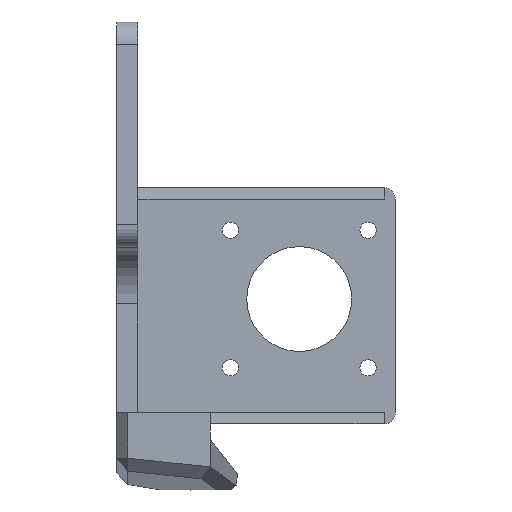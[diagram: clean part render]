
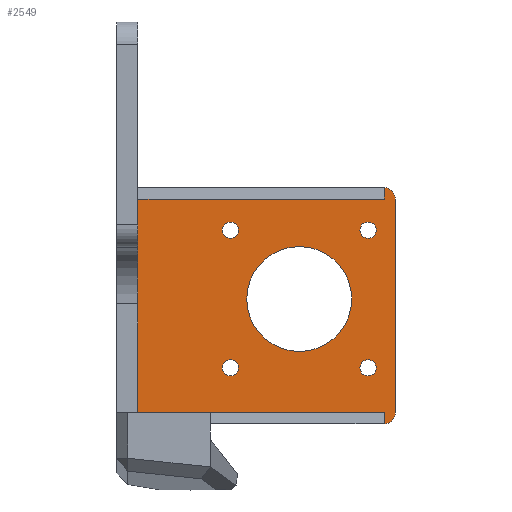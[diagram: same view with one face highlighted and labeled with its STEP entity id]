
A CAD part, left-side view. The second image highlights one B-rep face of the part: STEP entity #2549.
In plain terms, the highlighted planar face has unit normal (-1, 0, 0).
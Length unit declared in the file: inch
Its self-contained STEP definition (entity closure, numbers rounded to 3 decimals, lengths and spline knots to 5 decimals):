
#18=FACE_BOUND('',#340,.T.);
#19=FACE_BOUND('',#341,.T.);
#20=FACE_BOUND('',#342,.T.);
#21=FACE_BOUND('',#343,.T.);
#22=FACE_BOUND('',#344,.T.);
#58=PLANE('',#2700);
#155=CIRCLE('',#2698,0.1);
#156=CIRCLE('',#2701,0.1);
#157=CIRCLE('',#2702,0.072);
#158=CIRCLE('',#2703,0.072);
#159=CIRCLE('',#2704,0.072);
#160=CIRCLE('',#2705,0.072);
#161=CIRCLE('',#2706,0.465);
#209=FACE_OUTER_BOUND('',#339,.T.);
#339=EDGE_LOOP('',(#1811,#1812,#1813,#1814,#1815,#1816,#1817,#1818));
#340=EDGE_LOOP('',(#1819));
#341=EDGE_LOOP('',(#1820));
#342=EDGE_LOOP('',(#1821));
#343=EDGE_LOOP('',(#1822));
#344=EDGE_LOOP('',(#1823));
#553=LINE('',#4638,#841);
#556=LINE('',#4644,#844);
#557=LINE('',#4646,#845);
#558=LINE('',#4648,#846);
#559=LINE('',#4650,#847);
#560=LINE('',#4652,#848);
#841=VECTOR('',#2917,0.3937);
#844=VECTOR('',#2922,0.3937);
#845=VECTOR('',#2923,0.3937);
#846=VECTOR('',#2924,0.3937);
#847=VECTOR('',#2925,0.3937);
#848=VECTOR('',#2926,0.3937);
#1157=VERTEX_POINT('',#4631);
#1158=VERTEX_POINT('',#4633);
#1159=VERTEX_POINT('',#4637);
#1161=VERTEX_POINT('',#4643);
#1162=VERTEX_POINT('',#4645);
#1163=VERTEX_POINT('',#4647);
#1164=VERTEX_POINT('',#4649);
#1165=VERTEX_POINT('',#4651);
#1166=VERTEX_POINT('',#4654);
#1167=VERTEX_POINT('',#4656);
#1168=VERTEX_POINT('',#4658);
#1169=VERTEX_POINT('',#4660);
#1170=VERTEX_POINT('',#4662);
#1418=EDGE_CURVE('',#1157,#1158,#155,.T.);
#1420=EDGE_CURVE('',#1159,#1158,#553,.T.);
#1423=EDGE_CURVE('',#1161,#1157,#556,.T.);
#1424=EDGE_CURVE('',#1161,#1162,#557,.T.);
#1425=EDGE_CURVE('',#1163,#1162,#558,.T.);
#1426=EDGE_CURVE('',#1164,#1163,#559,.T.);
#1427=EDGE_CURVE('',#1165,#1164,#560,.T.);
#1428=EDGE_CURVE('',#1159,#1165,#156,.T.);
#1429=EDGE_CURVE('',#1166,#1166,#157,.T.);
#1430=EDGE_CURVE('',#1167,#1167,#158,.T.);
#1431=EDGE_CURVE('',#1168,#1168,#159,.T.);
#1432=EDGE_CURVE('',#1169,#1169,#160,.T.);
#1433=EDGE_CURVE('',#1170,#1170,#161,.F.);
#1811=ORIENTED_EDGE('',*,*,#1418,.F.);
#1812=ORIENTED_EDGE('',*,*,#1423,.F.);
#1813=ORIENTED_EDGE('',*,*,#1424,.T.);
#1814=ORIENTED_EDGE('',*,*,#1425,.F.);
#1815=ORIENTED_EDGE('',*,*,#1426,.F.);
#1816=ORIENTED_EDGE('',*,*,#1427,.F.);
#1817=ORIENTED_EDGE('',*,*,#1428,.F.);
#1818=ORIENTED_EDGE('',*,*,#1420,.T.);
#1819=ORIENTED_EDGE('',*,*,#1429,.F.);
#1820=ORIENTED_EDGE('',*,*,#1430,.F.);
#1821=ORIENTED_EDGE('',*,*,#1431,.F.);
#1822=ORIENTED_EDGE('',*,*,#1432,.F.);
#1823=ORIENTED_EDGE('',*,*,#1433,.T.);
#2549=ADVANCED_FACE('',(#209,#18,#19,#20,#21,#22),#58,.T.);
#2698=AXIS2_PLACEMENT_3D('',#4634,#2912,#2913);
#2700=AXIS2_PLACEMENT_3D('',#4642,#2920,#2921);
#2701=AXIS2_PLACEMENT_3D('',#4653,#2927,#2928);
#2702=AXIS2_PLACEMENT_3D('',#4655,#2929,#2930);
#2703=AXIS2_PLACEMENT_3D('',#4657,#2931,#2932);
#2704=AXIS2_PLACEMENT_3D('',#4659,#2933,#2934);
#2705=AXIS2_PLACEMENT_3D('',#4661,#2935,#2936);
#2706=AXIS2_PLACEMENT_3D('',#4663,#2937,#2938);
#2912=DIRECTION('center_axis',(1.,0.,0.));
#2913=DIRECTION('ref_axis',(0.,-0.707,0.707));
#2917=DIRECTION('',(0.,0.,1.));
#2920=DIRECTION('center_axis',(-1.,0.,0.));
#2921=DIRECTION('ref_axis',(0.,0.,-1.));
#2922=DIRECTION('',(0.,0.,1.));
#2923=DIRECTION('',(0.,1.,0.));
#2924=DIRECTION('',(0.,0.,1.));
#2925=DIRECTION('',(0.,1.,0.));
#2926=DIRECTION('',(0.,0.,1.));
#2927=DIRECTION('center_axis',(1.,0.,0.));
#2928=DIRECTION('ref_axis',(0.,-0.707,-0.707));
#2929=DIRECTION('center_axis',(-1.,0.,0.));
#2930=DIRECTION('ref_axis',(0.,-1.,0.));
#2931=DIRECTION('center_axis',(-1.,0.,0.));
#2932=DIRECTION('ref_axis',(0.,-1.,0.));
#2933=DIRECTION('center_axis',(-1.,0.,0.));
#2934=DIRECTION('ref_axis',(0.,-1.,0.));
#2935=DIRECTION('center_axis',(-1.,0.,0.));
#2936=DIRECTION('ref_axis',(0.,-1.,0.));
#2937=DIRECTION('center_axis',(-1.,0.,0.));
#2938=DIRECTION('ref_axis',(0.,-1.,0.));
#4631=CARTESIAN_POINT('',(-0.69321,-1.07849,0.57244));
#4633=CARTESIAN_POINT('',(-0.69321,-1.17849,0.47244));
#4634=CARTESIAN_POINT('Origin',(-0.69321,-1.07849,0.47244));
#4637=CARTESIAN_POINT('',(-0.69321,-1.17849,-1.4211));
#4638=CARTESIAN_POINT('',(-0.69321,-1.17849,-1.4986));
#4642=CARTESIAN_POINT('Origin',(-0.69321,-1.07849,-1.4911));
#4643=CARTESIAN_POINT('',(-0.69321,-1.07849,0.47244));
#4644=CARTESIAN_POINT('',(-0.69321,-1.07849,0.54244));
#4645=CARTESIAN_POINT('',(-0.69321,1.10466,0.47244));
#4646=CARTESIAN_POINT('',(-0.69321,-0.4327,0.47244));
#4647=CARTESIAN_POINT('',(-0.69321,1.10466,-1.4211));
#4648=CARTESIAN_POINT('',(-0.69321,1.10466,0.44244));
#4649=CARTESIAN_POINT('',(-0.69321,-1.07849,-1.4211));
#4650=CARTESIAN_POINT('',(-0.69321,-0.24337,-1.4211));
#4651=CARTESIAN_POINT('',(-0.69321,-1.07849,-1.5211));
#4652=CARTESIAN_POINT('',(-0.69321,-1.07849,-1.4911));
#4653=CARTESIAN_POINT('Origin',(-0.69321,-1.07849,-1.4211));
#4654=CARTESIAN_POINT('',(-0.69321,-0.86357,-1.02457));
#4655=CARTESIAN_POINT('Origin',(-0.69321,-0.93557,-1.02457));
#4656=CARTESIAN_POINT('',(-0.69321,-0.86357,0.19591));
#4657=CARTESIAN_POINT('Origin',(-0.69321,-0.93557,0.19591));
#4658=CARTESIAN_POINT('',(-0.69321,0.3569,-1.02457));
#4659=CARTESIAN_POINT('Origin',(-0.69321,0.2849,-1.02457));
#4660=CARTESIAN_POINT('',(-0.69321,0.3569,0.19591));
#4661=CARTESIAN_POINT('Origin',(-0.69321,0.2849,0.19591));
#4662=CARTESIAN_POINT('',(-0.69321,0.13966,-0.41433));
#4663=CARTESIAN_POINT('Origin',(-0.69321,-0.32534,-0.41433));
